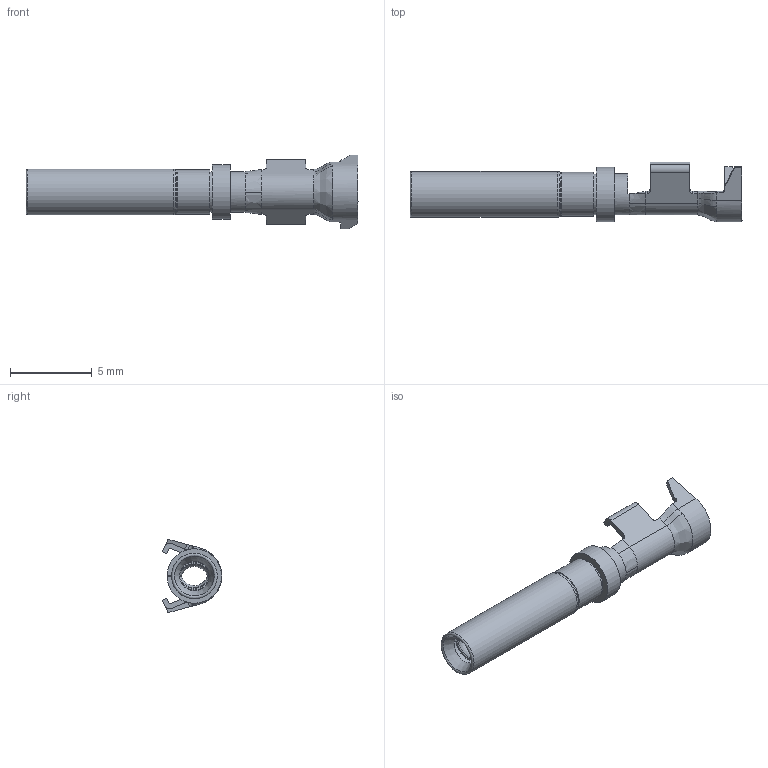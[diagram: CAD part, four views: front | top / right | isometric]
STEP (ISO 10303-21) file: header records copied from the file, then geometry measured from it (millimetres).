
FILE_DESCRIPTION(/* description */ (''),/* implementation_level */ '2;1');
FILE_NAME(/* name */ 'AT62-16-01XX.stp',/* time_stamp */ '2016-10-12T10:54:27+02:00',/* author */ (''),/* organization */ (''),/* preprocessor_version */ 'ST-DEVELOPER v15',/* originating_system */ 'SIEMENS PLM Software NX 9.0',/* authorisation */ '');
FILE_SCHEMA (('CONFIG_CONTROL_DESIGN'));
Length unit declared in the file: millimetre
Products named in the file (1): at62-16-01xxnxm001-01
Bounding box: 20.3 x 3.65 x 4.5 mm (x, y, z)
Volume: 50.8 mm3; surface area: 438.1 mm2
Topology: 1 solids, 1 shells, 165 faces, 427 edges, 263 vertices
Faces by surface type: plane 62, bspline 56, cylinder 37, torus 5, cone 5
Full cylindrical faces by diameter (mm): 2.5 x1, 2.7 x1, 2.8 x1
Entity records: 7798 total; most frequent: CARTESIAN_POINT 4056, ORIENTED_EDGE 830, DIRECTION 623, EDGE_CURVE 415, VERTEX_POINT 262, LINE 231, VECTOR 231, AXIS2_PLACEMENT_3D 196
